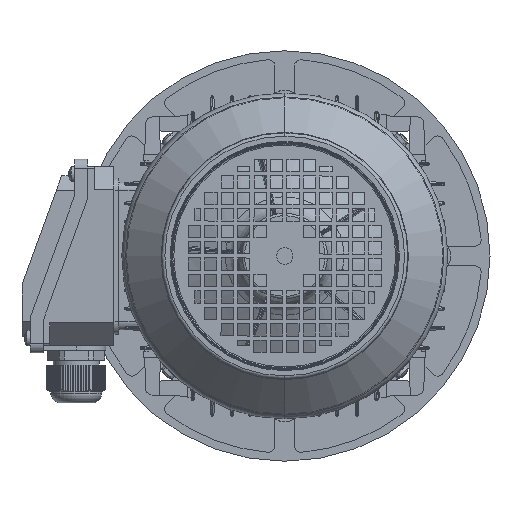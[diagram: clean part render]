
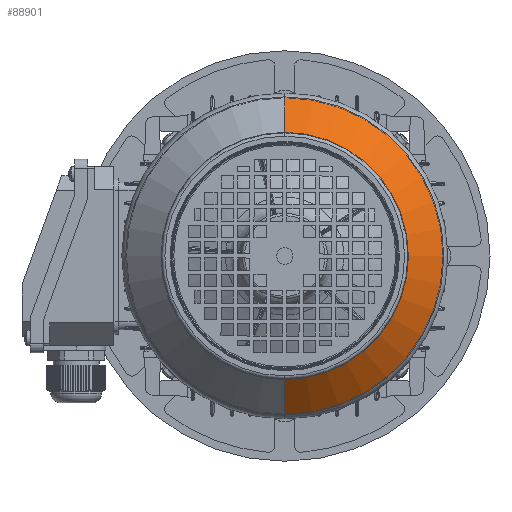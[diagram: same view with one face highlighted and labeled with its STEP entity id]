
A CAD part, left-side view. The second image highlights one B-rep face of the part: STEP entity #88901.
In plain terms, the highlighted conical face has half-angle 45 degrees and reference radius 75.293 mm.
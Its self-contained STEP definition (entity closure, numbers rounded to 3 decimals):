
#28774 = CARTESIAN_POINT ( 'NONE',  ( 70.093, 0., 96.907 ) ) ;
#28945 = CARTESIAN_POINT ( 'NONE',  ( 91.707, 0., -75.293 ) ) ;
#28946 = CARTESIAN_POINT ( 'NONE',  ( 91.707, 0., 75.293 ) ) ;
#29052 = DIRECTION ( 'NONE',  ( -0.707, 0., 0.707 ) ) ;
#29053 = VECTOR ( 'NONE', #29052, 1000. ) ;
#29054 = CARTESIAN_POINT ( 'NONE',  ( 91.707, 0., 75.293 ) ) ;
#29055 = LINE ( 'NONE', #29054, #29053 ) ;
#29061 = DIRECTION ( 'NONE',  ( -0.707, 0., -0.707 ) ) ;
#29062 = VECTOR ( 'NONE', #29061, 1000. ) ;
#29063 = CARTESIAN_POINT ( 'NONE',  ( 91.707, 0., -75.293 ) ) ;
#29074 = LINE ( 'NONE', #29063, #29062 ) ;
#29091 = DIRECTION ( 'NONE',  ( 0., 0., 1. ) ) ;
#29092 = DIRECTION ( 'NONE',  ( -1., 0., 0. ) ) ;
#29093 = CARTESIAN_POINT ( 'NONE',  ( 91.707, 0., 0. ) ) ;
#29094 = AXIS2_PLACEMENT_3D ( 'NONE', #29093, #29092, #29091 ) ;
#29095 = CIRCLE ( 'NONE', #29094, 75.293 ) ;
#29101 = CARTESIAN_POINT ( 'NONE',  ( 70.093, 0., -96.907 ) ) ;
#34370 = DIRECTION ( 'NONE',  ( 0., 0., 1. ) ) ;
#34371 = DIRECTION ( 'NONE',  ( -1., 0., 0. ) ) ;
#34372 = AXIS2_PLACEMENT_3D ( 'NONE', #34377, #34371, #34370 ) ;
#34373 = CIRCLE ( 'NONE', #34372, 96.907 ) ;
#34377 = CARTESIAN_POINT ( 'NONE',  ( 70.093, 0., 0. ) ) ;
#34439 = DIRECTION ( 'NONE',  ( 0., 0., 1. ) ) ;
#34440 = DIRECTION ( 'NONE',  ( -1., 0., 0. ) ) ;
#34441 = CARTESIAN_POINT ( 'NONE',  ( 91.707, 0., 0. ) ) ;
#34442 = AXIS2_PLACEMENT_3D ( 'NONE', #34441, #34440, #34439 ) ;
#34443 = CONICAL_SURFACE ( 'NONE', #34442, 75.293, 0.785 ) ;
#34444 = FACE_OUTER_BOUND ( 'NONE', #88902, .T. ) ;
#85922 = VERTEX_POINT ( 'NONE', #28774 ) ;
#85977 = VERTEX_POINT ( 'NONE', #28946 ) ;
#85979 = VERTEX_POINT ( 'NONE', #28945 ) ;
#86017 = EDGE_CURVE ( 'NONE', #85979, #86047, #29074, .T. ) ;
#86023 = EDGE_CURVE ( 'NONE', #85977, #85922, #29055, .T. ) ;
#86031 = EDGE_CURVE ( 'NONE', #85979, #85977, #29095, .T. ) ;
#86047 = VERTEX_POINT ( 'NONE', #29101 ) ;
#88832 = ORIENTED_EDGE ( 'NONE', *, *, #86023, .T. ) ;
#88835 = ORIENTED_EDGE ( 'NONE', *, *, #88836, .F. ) ;
#88836 = EDGE_CURVE ( 'NONE', #86047, #85922, #34373, .T. ) ;
#88901 = ADVANCED_FACE ( 'NONE', ( #34444 ), #34443, .T. ) ;
#88902 = EDGE_LOOP ( 'NONE', ( #88905, #88907, #88832, #88835 ) ) ;
#88905 = ORIENTED_EDGE ( 'NONE', *, *, #86017, .F. ) ;
#88907 = ORIENTED_EDGE ( 'NONE', *, *, #86031, .T. ) ;
